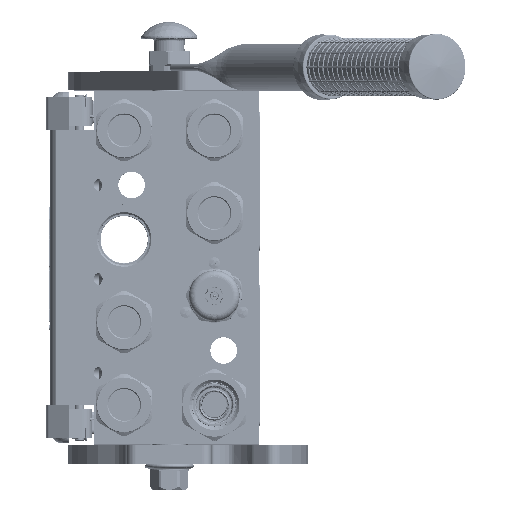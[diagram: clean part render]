
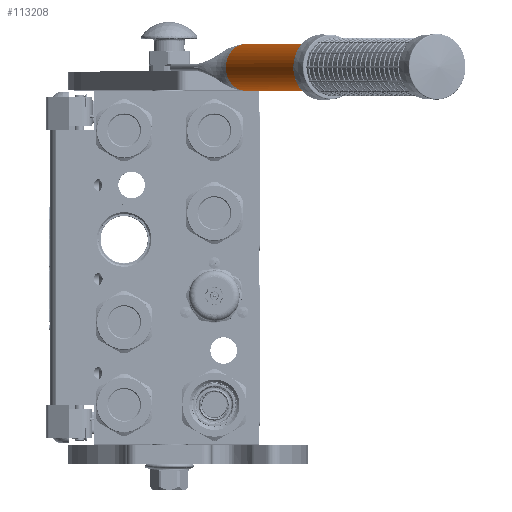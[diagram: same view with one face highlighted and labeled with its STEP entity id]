
A CAD part, top view. The second image highlights one B-rep face of the part: STEP entity #113208.
In plain terms, the highlighted cylindrical face has radius 12.5 mm (diameter 25 mm), a partial arc.
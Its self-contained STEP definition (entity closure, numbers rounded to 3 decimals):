
#74 = CARTESIAN_POINT ( 'NONE',  ( -12.5, 0.24, 0. ) ) ;
#9766 = CARTESIAN_POINT ( 'NONE',  ( -12.472, 0.146, -0.859 ) ) ;
#14272 = CARTESIAN_POINT ( 'NONE',  ( 12.468, 0.136, -0.889 ) ) ;
#21387 = CARTESIAN_POINT ( 'NONE',  ( 12.5, 0.24, 0. ) ) ;
#32856 = CARTESIAN_POINT ( 'NONE',  ( 0., 0., 0. ) ) ;
#33808 = CARTESIAN_POINT ( 'NONE',  ( 12.479, 0.172, -0.721 ) ) ;
#45321 = FACE_OUTER_BOUND ( 'NONE', #160156, .T. ) ;
#53729 = EDGE_CURVE ( 'NONE', #117568, #117541, #253008, .T. ) ;
#54161 = CARTESIAN_POINT ( 'NONE',  ( 12.441, 0.049, -1.219 ) ) ;
#57319 = EDGE_CURVE ( 'NONE', #177807, #127844, #140288, .T. ) ;
#67409 = CARTESIAN_POINT ( 'NONE',  ( -12.481, 0.178, -0.683 ) ) ;
#67813 = DIRECTION ( 'NONE',  ( 0., 1., 0. ) ) ;
#71215 = CARTESIAN_POINT ( 'NONE',  ( 0., 0., 0. ) ) ;
#75358 = CARTESIAN_POINT ( 'NONE',  ( 0., 198., 0. ) ) ;
#76379 = ORIENTED_EDGE ( 'NONE', *, *, #138237, .F. ) ;
#77967 = ORIENTED_EDGE ( 'NONE', *, *, #164826, .F. ) ;
#78061 = ORIENTED_EDGE ( 'NONE', *, *, #232194, .T. ) ;
#80156 = CYLINDRICAL_SURFACE ( 'NONE', #217778, 12.5 ) ;
#84540 = DIRECTION ( 'NONE',  ( 0., 1., 0. ) ) ;
#88289 = EDGE_CURVE ( 'NONE', #117568, #252771, #232029, .T. ) ;
#89470 = CARTESIAN_POINT ( 'NONE',  ( -12.486, 0.195, -0.586 ) ) ;
#90355 = CARTESIAN_POINT ( 'NONE',  ( -12.482, 0.18, -0.676 ) ) ;
#93935 = DIRECTION ( 'NONE',  ( 0., 1., 0. ) ) ;
#95743 = CARTESIAN_POINT ( 'NONE',  ( 12.494, 0.221, -0.449 ) ) ;
#108515 = DIRECTION ( 'NONE',  ( 0.994, 0., -0.109 ) ) ;
#109890 = CARTESIAN_POINT ( 'NONE',  ( -12.456, 0.096, -1.087 ) ) ;
#112601 = DIRECTION ( 'NONE',  ( 0.994, 0., -0.109 ) ) ;
#113208 = ADVANCED_FACE ( 'NONE', ( #45321 ), #80156, .T. ) ;
#115270 = CARTESIAN_POINT ( 'NONE',  ( 12.461, 0.114, -0.981 ) ) ;
#117142 = ORIENTED_EDGE ( 'NONE', *, *, #53729, .F. ) ;
#117541 = VERTEX_POINT ( 'NONE', #180236 ) ;
#117568 = VERTEX_POINT ( 'NONE', #223678 ) ;
#120696 = CARTESIAN_POINT ( 'NONE',  ( 0., 0., -12.5 ) ) ;
#127844 = VERTEX_POINT ( 'NONE', #244774 ) ;
#131132 = AXIS2_PLACEMENT_3D ( 'NONE', #75358, #93935, #237565 ) ;
#131167 = CARTESIAN_POINT ( 'NONE',  ( -12.482, 0.182, -0.665 ) ) ;
#133099 = CARTESIAN_POINT ( 'NONE',  ( 12.464, 0.121, -0.953 ) ) ;
#133973 = CARTESIAN_POINT ( 'NONE',  ( 12.452, 0.083, -1.1 ) ) ;
#135404 = B_SPLINE_CURVE_WITH_KNOTS ( 'NONE', 3,
 ( #74, #162269, #252824, #150694, #191470, #211024, #89470, #249264, #131167, #90355, #67409, #168488, #9766, #109890, #230549 ),
 .UNSPECIFIED., .F., .F.,
 ( 4, 2, 2, 1, 1, 1, 2, 2, 4 ),
 ( 0., 0.25, 0.375, 0.438, 0.469, 0.484, 0.492, 0.5, 1. ),
 .UNSPECIFIED. ) ;
#135706 = CARTESIAN_POINT ( 'NONE',  ( 12.478, 0.167, -0.748 ) ) ;
#138237 = EDGE_CURVE ( 'NONE', #233516, #232426, #135404, .T. ) ;
#140288 = CIRCLE ( 'NONE', #131132, 12.5 ) ;
#148324 = LINE ( 'NONE', #21387, #218337 ) ;
#150694 = CARTESIAN_POINT ( 'NONE',  ( -12.494, 0.22, -0.394 ) ) ;
#155363 = DIRECTION ( 'NONE',  ( 1., 0., 0. ) ) ;
#156020 = AXIS2_PLACEMENT_3D ( 'NONE', #32856, #193318, #112601 ) ;
#156090 = CARTESIAN_POINT ( 'NONE',  ( 12.467, 0.131, -0.91 ) ) ;
#158554 = CARTESIAN_POINT ( 'NONE',  ( -12.426, 0., -1.36 ) ) ;
#160156 = EDGE_LOOP ( 'NONE', ( #223741, #78061, #76379, #252198, #186562, #77967, #117142 ) ) ;
#161482 = DIRECTION ( 'NONE',  ( 0., 1., 0. ) ) ;
#162269 = CARTESIAN_POINT ( 'NONE',  ( -12.5, 0.24, -0.108 ) ) ;
#164826 = EDGE_CURVE ( 'NONE', #117541, #177807, #148324, .T. ) ;
#168082 = CARTESIAN_POINT ( 'NONE',  ( 12.5, 198., 0. ) ) ;
#168488 = CARTESIAN_POINT ( 'NONE',  ( -12.481, 0.178, -0.688 ) ) ;
#173015 = CARTESIAN_POINT ( 'NONE',  ( 12.471, 0.146, -0.847 ) ) ;
#173166 = EDGE_CURVE ( 'NONE', #233516, #127844, #195739, .T. ) ;
#175787 = DIRECTION ( 'NONE',  ( 0., -1., 0. ) ) ;
#176524 = CARTESIAN_POINT ( 'NONE',  ( 12.466, 0.127, -0.927 ) ) ;
#177807 = VERTEX_POINT ( 'NONE', #168082 ) ;
#180236 = CARTESIAN_POINT ( 'NONE',  ( 12.5, 0.24, 0. ) ) ;
#183181 = CIRCLE ( 'NONE', #156020, 12.5 ) ;
#186562 = ORIENTED_EDGE ( 'NONE', *, *, #57319, .F. ) ;
#191470 = CARTESIAN_POINT ( 'NONE',  ( -12.492, 0.214, -0.452 ) ) ;
#193318 = DIRECTION ( 'NONE',  ( 0., 1., 0. ) ) ;
#195739 = LINE ( 'NONE', #245074, #230634 ) ;
#207695 = CARTESIAN_POINT ( 'NONE',  ( -12.5, 0.24, 0. ) ) ;
#209892 = AXIS2_PLACEMENT_3D ( 'NONE', #230075, #67813, #108515 ) ;
#211024 = CARTESIAN_POINT ( 'NONE',  ( -12.488, 0.202, -0.541 ) ) ;
#213836 = CARTESIAN_POINT ( 'NONE',  ( 12.466, 0.13, -0.917 ) ) ;
#217778 = AXIS2_PLACEMENT_3D ( 'NONE', #71215, #175787, #155363 ) ;
#218337 = VECTOR ( 'NONE', #161482, 1000. ) ;
#223678 = CARTESIAN_POINT ( 'NONE',  ( 12.426, 0., -1.36 ) ) ;
#223741 = ORIENTED_EDGE ( 'NONE', *, *, #88289, .T. ) ;
#230075 = CARTESIAN_POINT ( 'NONE',  ( 0., 0., 0. ) ) ;
#230549 = CARTESIAN_POINT ( 'NONE',  ( -12.426, 0., -1.36 ) ) ;
#230634 = VECTOR ( 'NONE', #84540, 1000. ) ;
#232029 = CIRCLE ( 'NONE', #209892, 12.5 ) ;
#232194 = EDGE_CURVE ( 'NONE', #252771, #232426, #183181, .T. ) ;
#232426 = VERTEX_POINT ( 'NONE', #158554 ) ;
#233516 = VERTEX_POINT ( 'NONE', #207695 ) ;
#234200 = CARTESIAN_POINT ( 'NONE',  ( 12.5, 0.24, -0.216 ) ) ;
#235949 = CARTESIAN_POINT ( 'NONE',  ( 12.474, 0.155, -0.804 ) ) ;
#237565 = DIRECTION ( 'NONE',  ( 1., 0., 0. ) ) ;
#244774 = CARTESIAN_POINT ( 'NONE',  ( -12.5, 198., 0. ) ) ;
#245074 = CARTESIAN_POINT ( 'NONE',  ( -12.5, 0.24, 0. ) ) ;
#249264 = CARTESIAN_POINT ( 'NONE',  ( -12.484, 0.186, -0.638 ) ) ;
#252198 = ORIENTED_EDGE ( 'NONE', *, *, #173166, .T. ) ;
#252771 = VERTEX_POINT ( 'NONE', #120696 ) ;
#252824 = CARTESIAN_POINT ( 'NONE',  ( -12.499, 0.235, -0.221 ) ) ;
#253008 = B_SPLINE_CURVE_WITH_KNOTS ( 'NONE', 3,
 ( #258249, #54161, #133973, #115270, #133099, #176524, #213836, #156090, #14272, #173015, #235949, #135706, #33808, #95743, #234200, #257365 ),
 .UNSPECIFIED., .F., .F.,
 ( 4, 2, 1, 2, 2, 1, 2, 2, 4 ),
 ( 0., 0.25, 0.313, 0.328, 0.344, 0.375, 0.438, 0.5, 1. ),
 .UNSPECIFIED. ) ;
#257365 = CARTESIAN_POINT ( 'NONE',  ( 12.5, 0.24, 0. ) ) ;
#258249 = CARTESIAN_POINT ( 'NONE',  ( 12.426, 0., -1.36 ) ) ;
